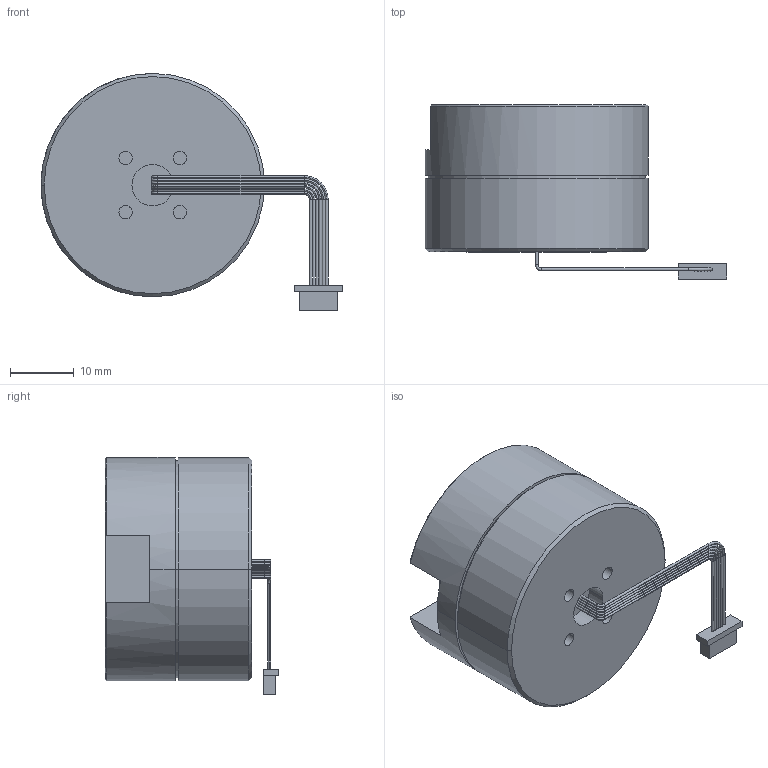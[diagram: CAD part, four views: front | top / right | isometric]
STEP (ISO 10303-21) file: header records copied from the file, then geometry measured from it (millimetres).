
FILE_DESCRIPTION((''),'2;1');
FILE_NAME('BRUSHLESSMOTOR-MS3506_4','2024-12-10T14:32:09',('29904'),(''),'CREO PARAMETRIC BY PTC INC, 2024063','CREO PARAMETRIC BY PTC INC, 2024063','');
FILE_SCHEMA(('CONFIG_CONTROL_DESIGN'));
Length unit declared in the file: millimetre
Products named in the file (1): BRUSHLESSMOTOR-MS3506_4
Bounding box: 47.3 x 27.25 x 37.15 mm (x, y, z)
Volume: 21488 mm3; surface area: 5304.5 mm2
Topology: 1 solids, 1 shells, 111 faces, 297 edges, 200 vertices
Faces by surface type: cylinder 58, plane 26, torus 24, cone 3
Entity records: 3663 total; most frequent: DIRECTION 718, CARTESIAN_POINT 617, ORIENTED_EDGE 594, AXIS2_PLACEMENT_3D 312, EDGE_CURVE 297, CIRCLE 201, VERTEX_POINT 200, EDGE_LOOP 133
